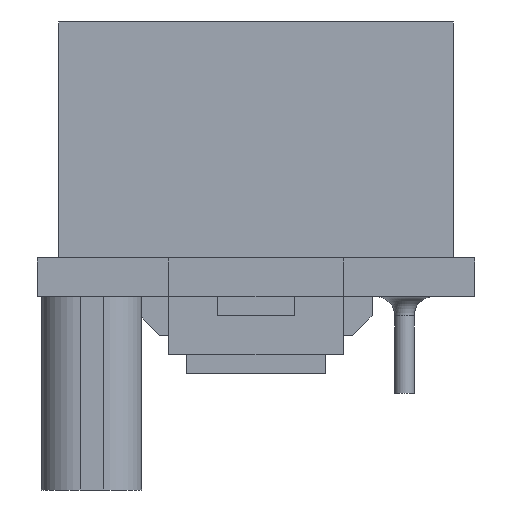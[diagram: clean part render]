
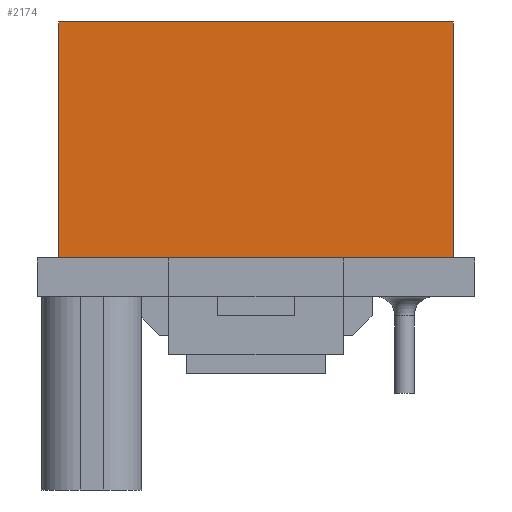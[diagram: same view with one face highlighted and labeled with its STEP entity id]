
A CAD part, left-side view. The second image highlights one B-rep face of the part: STEP entity #2174.
In plain terms, the highlighted planar face has unit normal (-1, 0, 0).
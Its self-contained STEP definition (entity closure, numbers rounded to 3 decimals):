
#272=FACE_OUTER_BOUND('',#403,.T.);
#403=EDGE_LOOP('',(#1875,#1876,#1877,#1878,#1879,#1880));
#498=LINE('',#3273,#695);
#523=LINE('',#3330,#720);
#526=LINE('',#3336,#723);
#530=LINE('',#3343,#727);
#599=LINE('',#3621,#796);
#600=LINE('',#3623,#797);
#695=VECTOR('',#2587,4.5);
#720=VECTOR('',#2648,6.1);
#723=VECTOR('',#2653,6.1);
#727=VECTOR('',#2659,10.2);
#796=VECTOR('',#3012,2.85);
#797=VECTOR('',#3015,2.85);
#912=VERTEX_POINT('',#3271);
#913=VERTEX_POINT('',#3272);
#926=VERTEX_POINT('',#3327);
#927=VERTEX_POINT('',#3329);
#928=VERTEX_POINT('',#3333);
#929=VERTEX_POINT('',#3335);
#1127=EDGE_CURVE('',#912,#913,#498,.T.);
#1156=EDGE_CURVE('',#927,#926,#523,.T.);
#1159=EDGE_CURVE('',#929,#928,#526,.T.);
#1163=EDGE_CURVE('',#926,#929,#530,.T.);
#1291=EDGE_CURVE('',#928,#912,#599,.T.);
#1292=EDGE_CURVE('',#913,#927,#600,.T.);
#1875=ORIENTED_EDGE('',*,*,#1291,.T.);
#1876=ORIENTED_EDGE('',*,*,#1127,.T.);
#1877=ORIENTED_EDGE('',*,*,#1292,.T.);
#1878=ORIENTED_EDGE('',*,*,#1156,.T.);
#1879=ORIENTED_EDGE('',*,*,#1163,.T.);
#1880=ORIENTED_EDGE('',*,*,#1159,.T.);
#1960=PLANE('',#2402);
#2174=ADVANCED_FACE('',(#272),#1960,.T.);
#2402=AXIS2_PLACEMENT_3D('',#3624,#3016,#3017);
#2587=DIRECTION('',(0.,-1.,0.));
#2648=DIRECTION('',(0.,0.,1.));
#2653=DIRECTION('',(0.,0.,-1.));
#2659=DIRECTION('',(0.,1.,0.));
#3012=DIRECTION('',(0.,-1.,0.));
#3015=DIRECTION('',(0.,-1.,0.));
#3016=DIRECTION('center_axis',(-1.,0.,0.));
#3017=DIRECTION('ref_axis',(0.,0.,1.));
#3271=CARTESIAN_POINT('',(-11.45,2.25,0.));
#3272=CARTESIAN_POINT('',(-11.45,-2.25,0.));
#3273=CARTESIAN_POINT('',(-11.45,2.25,0.));
#3327=CARTESIAN_POINT('',(-11.45,-5.1,6.1));
#3329=CARTESIAN_POINT('',(-11.45,-5.1,0.));
#3330=CARTESIAN_POINT('',(-11.45,-5.1,0.));
#3333=CARTESIAN_POINT('',(-11.45,5.1,0.));
#3335=CARTESIAN_POINT('',(-11.45,5.1,6.1));
#3336=CARTESIAN_POINT('',(-11.45,5.1,6.1));
#3343=CARTESIAN_POINT('',(-11.45,-5.1,6.1));
#3621=CARTESIAN_POINT('',(-11.45,5.1,0.));
#3623=CARTESIAN_POINT('',(-11.45,-2.25,0.));
#3624=CARTESIAN_POINT('Origin',(-11.45,0.,0.));
